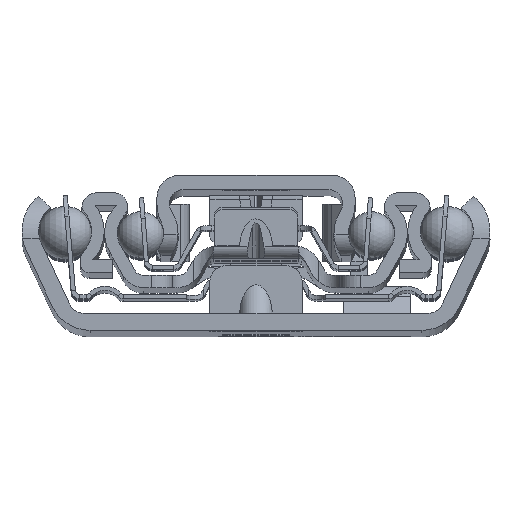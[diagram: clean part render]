
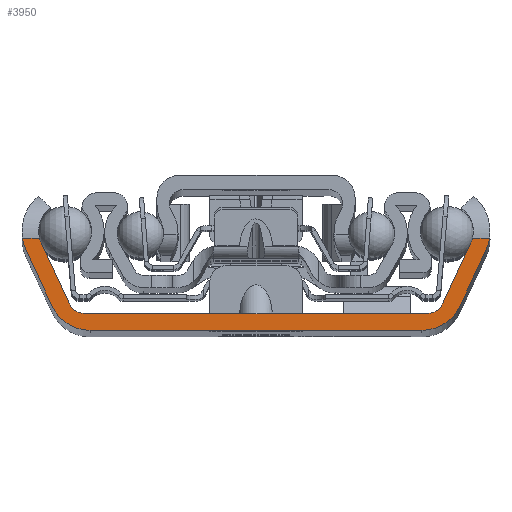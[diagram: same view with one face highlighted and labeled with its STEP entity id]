
A CAD part, top view. The second image highlights one B-rep face of the part: STEP entity #3950.
In plain terms, the highlighted planar face has unit normal (0, 0, 1).
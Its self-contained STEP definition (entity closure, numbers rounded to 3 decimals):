
#36=DIRECTION('',(1.,0.,0.));
#37=VECTOR('',#36,2.024);
#38=CARTESIAN_POINT('',(-27.841,11.,0.));
#39=LINE('',#38,#37);
#40=CARTESIAN_POINT('',(-22.41,11.8,0.));
#41=DIRECTION('',(0.,0.,-1.));
#42=DIRECTION('',(-0.906,-0.423,0.));
#43=AXIS2_PLACEMENT_3D('',#40,#41,#42);
#45=DIRECTION('',(-0.423,0.906,0.));
#46=VECTOR('',#45,7.907);
#47=CARTESIAN_POINT('',(-22.24,3.155,0.));
#48=LINE('',#47,#46);
#49=CARTESIAN_POINT('',(-20.428,4.,0.));
#50=DIRECTION('',(0.,0.,-1.));
#51=DIRECTION('',(0.,-1.,0.));
#52=AXIS2_PLACEMENT_3D('',#49,#50,#51);
#54=DIRECTION('',(-1.,0.,0.));
#55=VECTOR('',#54,40.856);
#56=CARTESIAN_POINT('',(20.428,2.,0.));
#57=LINE('',#56,#55);
#58=CARTESIAN_POINT('',(20.428,4.,0.));
#59=DIRECTION('',(0.,0.,-1.));
#60=DIRECTION('',(0.906,-0.423,0.));
#61=AXIS2_PLACEMENT_3D('',#58,#59,#60);
#63=DIRECTION('',(-0.423,-0.906,0.));
#64=VECTOR('',#63,7.907);
#65=CARTESIAN_POINT('',(25.582,10.321,0.));
#66=LINE('',#65,#64);
#67=CARTESIAN_POINT('',(22.41,11.8,0.));
#68=DIRECTION('',(0.,0.,-1.));
#69=DIRECTION('',(0.974,-0.229,0.));
#70=AXIS2_PLACEMENT_3D('',#67,#68,#69);
#72=DIRECTION('',(1.,0.,0.));
#73=VECTOR('',#72,2.024);
#74=CARTESIAN_POINT('',(25.817,11.,0.));
#75=LINE('',#74,#73);
#76=CARTESIAN_POINT('',(22.41,11.8,0.));
#77=DIRECTION('',(0.,0.,1.));
#78=DIRECTION('',(0.906,-0.423,0.));
#79=AXIS2_PLACEMENT_3D('',#76,#77,#78);
#81=DIRECTION('',(0.423,0.906,0.));
#82=VECTOR('',#81,7.274);
#83=CARTESIAN_POINT('',(24.311,2.887,0.));
#84=LINE('',#83,#82);
#85=CARTESIAN_POINT('',(19.78,5.,0.));
#86=DIRECTION('',(0.,0.,1.));
#87=DIRECTION('',(0.,-1.,0.));
#88=AXIS2_PLACEMENT_3D('',#85,#86,#87);
#90=DIRECTION('',(1.,0.,0.));
#91=VECTOR('',#90,39.56);
#92=CARTESIAN_POINT('',(-19.78,0.,0.));
#93=LINE('',#92,#91);
#94=CARTESIAN_POINT('',(-19.78,5.,0.));
#95=DIRECTION('',(0.,0.,1.));
#96=DIRECTION('',(-0.906,-0.423,0.));
#97=AXIS2_PLACEMENT_3D('',#94,#95,#96);
#99=DIRECTION('',(0.423,-0.906,0.));
#100=VECTOR('',#99,7.274);
#101=CARTESIAN_POINT('',(-27.386,9.48,0.));
#102=LINE('',#101,#100);
#103=CARTESIAN_POINT('',(-22.41,11.8,0.));
#104=DIRECTION('',(0.,0.,1.));
#105=DIRECTION('',(-0.989,-0.146,0.));
#106=AXIS2_PLACEMENT_3D('',#103,#104,#105);
#3302=CARTESIAN_POINT('',(-20.428,2.,0.));
#3303=CARTESIAN_POINT('',(-22.24,3.155,0.));
#3304=VERTEX_POINT('',#3302);
#3305=VERTEX_POINT('',#3303);
#3306=CARTESIAN_POINT('',(-25.582,10.321,0.));
#3307=VERTEX_POINT('',#3306);
#3308=CARTESIAN_POINT('',(-27.386,9.48,0.));
#3309=CARTESIAN_POINT('',(-24.311,2.887,0.));
#3310=VERTEX_POINT('',#3308);
#3311=VERTEX_POINT('',#3309);
#3312=CARTESIAN_POINT('',(-19.78,0.,0.));
#3313=VERTEX_POINT('',#3312);
#3314=CARTESIAN_POINT('',(19.78,0.,0.));
#3315=VERTEX_POINT('',#3314);
#3316=CARTESIAN_POINT('',(24.311,2.887,0.));
#3317=VERTEX_POINT('',#3316);
#3318=CARTESIAN_POINT('',(27.386,9.48,0.));
#3319=VERTEX_POINT('',#3318);
#3320=CARTESIAN_POINT('',(25.582,10.321,0.));
#3321=CARTESIAN_POINT('',(22.24,3.155,0.));
#3322=VERTEX_POINT('',#3320);
#3323=VERTEX_POINT('',#3321);
#3324=CARTESIAN_POINT('',(20.428,2.,0.));
#3325=VERTEX_POINT('',#3324);
#3534=CARTESIAN_POINT('',(-27.841,11.,0.));
#3535=CARTESIAN_POINT('',(-25.817,11.,0.));
#3536=VERTEX_POINT('',#3534);
#3537=VERTEX_POINT('',#3535);
#3538=CARTESIAN_POINT('',(25.817,11.,0.));
#3539=CARTESIAN_POINT('',(27.841,11.,0.));
#3540=VERTEX_POINT('',#3538);
#3541=VERTEX_POINT('',#3539);
#3911=CARTESIAN_POINT('',(0.,0.,0.));
#3912=DIRECTION('',(0.,0.,1.));
#3913=DIRECTION('',(1.,0.,0.));
#3914=AXIS2_PLACEMENT_3D('',#3911,#3912,#3913);
#3915=PLANE('',#3914);
#3917=ORIENTED_EDGE('',*,*,#3916,.T.);
#3919=ORIENTED_EDGE('',*,*,#3918,.F.);
#3921=ORIENTED_EDGE('',*,*,#3920,.F.);
#3923=ORIENTED_EDGE('',*,*,#3922,.F.);
#3925=ORIENTED_EDGE('',*,*,#3924,.F.);
#3927=ORIENTED_EDGE('',*,*,#3926,.F.);
#3929=ORIENTED_EDGE('',*,*,#3928,.F.);
#3931=ORIENTED_EDGE('',*,*,#3930,.F.);
#3933=ORIENTED_EDGE('',*,*,#3932,.T.);
#3935=ORIENTED_EDGE('',*,*,#3934,.F.);
#3937=ORIENTED_EDGE('',*,*,#3936,.F.);
#3939=ORIENTED_EDGE('',*,*,#3938,.F.);
#3941=ORIENTED_EDGE('',*,*,#3940,.F.);
#3943=ORIENTED_EDGE('',*,*,#3942,.F.);
#3945=ORIENTED_EDGE('',*,*,#3944,.F.);
#3947=ORIENTED_EDGE('',*,*,#3946,.F.);
#3948=EDGE_LOOP('',(#3917,#3919,#3921,#3923,#3925,#3927,#3929,#3931,#3933,#3935,
#3937,#3939,#3941,#3943,#3945,#3947));
#3949=FACE_OUTER_BOUND('',#3948,.F.);
#3950=ADVANCED_FACE('',(#3949),#3915,.T.);
#44=CIRCLE('',#43,3.5);
#53=CIRCLE('',#52,2.);
#62=CIRCLE('',#61,2.);
#71=CIRCLE('',#70,3.5);
#80=CIRCLE('',#79,5.49);
#89=CIRCLE('',#88,5.);
#98=CIRCLE('',#97,5.);
#107=CIRCLE('',#106,5.49);
#3916=EDGE_CURVE('',#3536,#3537,#39,.T.);
#3918=EDGE_CURVE('',#3307,#3537,#44,.T.);
#3920=EDGE_CURVE('',#3305,#3307,#48,.T.);
#3922=EDGE_CURVE('',#3304,#3305,#53,.T.);
#3924=EDGE_CURVE('',#3325,#3304,#57,.T.);
#3926=EDGE_CURVE('',#3323,#3325,#62,.T.);
#3928=EDGE_CURVE('',#3322,#3323,#66,.T.);
#3930=EDGE_CURVE('',#3540,#3322,#71,.T.);
#3932=EDGE_CURVE('',#3540,#3541,#75,.T.);
#3934=EDGE_CURVE('',#3319,#3541,#80,.T.);
#3936=EDGE_CURVE('',#3317,#3319,#84,.T.);
#3938=EDGE_CURVE('',#3315,#3317,#89,.T.);
#3940=EDGE_CURVE('',#3313,#3315,#93,.T.);
#3942=EDGE_CURVE('',#3311,#3313,#98,.T.);
#3944=EDGE_CURVE('',#3310,#3311,#102,.T.);
#3946=EDGE_CURVE('',#3536,#3310,#107,.T.);
